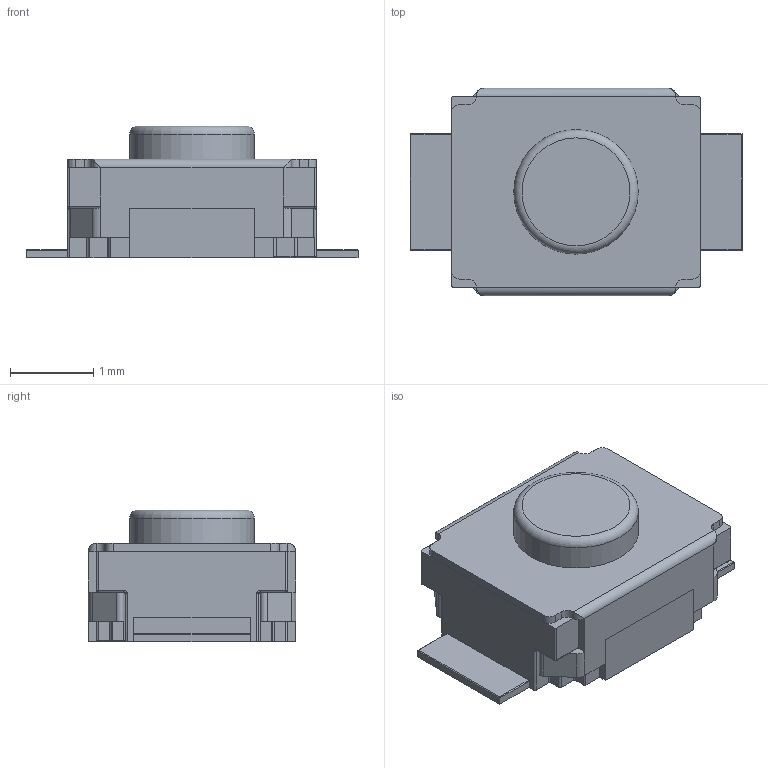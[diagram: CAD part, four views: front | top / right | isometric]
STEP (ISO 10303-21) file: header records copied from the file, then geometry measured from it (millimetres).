
FILE_DESCRIPTION(('FreeCAD Model'),'2;1');
FILE_NAME('SW_SPST_B3U_1000P_sp.step','2018-02-12T10:53:18',( 'kicad StepUp'),('ksu MCAD'),'Open CASCADE STEP processor 6.8', 'FreeCAD','Unknown');
FILE_SCHEMA(('AUTOMOTIVE_DESIGN_CC2 { 1 2 10303 214 -1 1 5 4 }'));
Length unit declared in the file: millimetre
Products named in the file (2): ASSEMBLY; SW_SPST_B3U_1000P_sp
Assembly tree (1 placements, depth 2):
  ASSEMBLY
    SW_SPST_B3U_1000P_sp
Bounding box: 4 x 2.5 x 1.59 mm (x, y, z)
Volume: 9.7 mm3; surface area: 61.5 mm2
Topology: 3 solids, 3 shells, 221 faces, 554 edges, 327 vertices
Faces by surface type: plane 99, cylinder 92, torus 17, sphere 13
Full cylindrical faces by diameter (mm): 1.5 x2
Entity records: 8172 total; most frequent: CARTESIAN_POINT 1285, DIRECTION 1163, ORIENTED_EDGE 1082, EDGE_CURVE 541, AXIS2_PLACEMENT_3D 403, LINE 357, VECTOR 357, VERTEX_POINT 327
